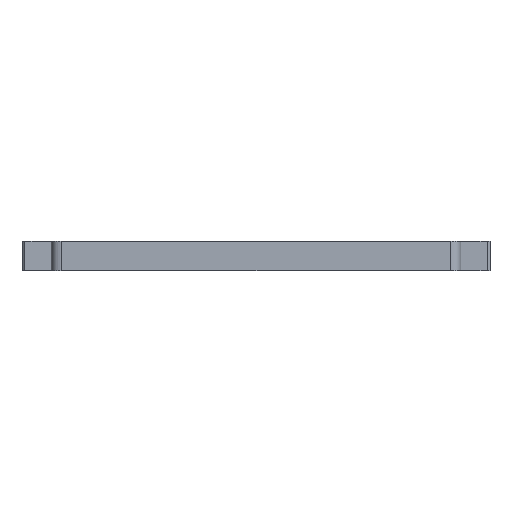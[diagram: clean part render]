
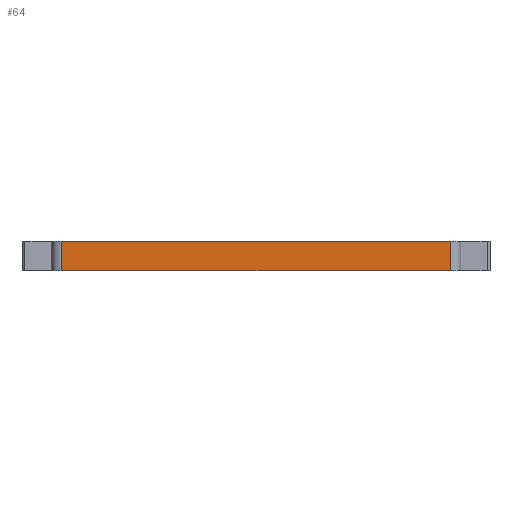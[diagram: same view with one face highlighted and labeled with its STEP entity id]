
A CAD part, left-side view. The second image highlights one B-rep face of the part: STEP entity #64.
In plain terms, the highlighted planar face has unit normal (-1, 0, 0).
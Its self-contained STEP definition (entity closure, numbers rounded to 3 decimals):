
#64=ADVANCED_FACE('',(#384),#386,.T.);
#384=FACE_BOUND('',#385,.T.);
#385=EDGE_LOOP('',(#2013,#2014,#2015,#2016));
#386=PLANE('',#387);
#387=AXIS2_PLACEMENT_3D('',#388,#389,#390);
#388=CARTESIAN_POINT('',(-30.,0.,0.));
#389=DIRECTION('',(-1.,0.,0.));
#390=DIRECTION('',(0.,-1.,0.));
#2013=ORIENTED_EDGE('',*,*,#3094,.T.);
#2014=ORIENTED_EDGE('',*,*,#3004,.F.);
#2015=ORIENTED_EDGE('',*,*,#3095,.F.);
#2016=ORIENTED_EDGE('',*,*,#2718,.F.);
#2718=EDGE_CURVE('',#3274,#3276,#3277,.T.);
#3004=EDGE_CURVE('',#3846,#3848,#3849,.T.);
#3094=EDGE_CURVE('',#3274,#3848,#4014,.T.);
#3095=EDGE_CURVE('',#3276,#3846,#4015,.T.);
#3274=VERTEX_POINT('',#4202);
#3276=VERTEX_POINT('',#4207);
#3277=LINE('',#4208,#4209);
#3846=VERTEX_POINT('',#5388);
#3848=VERTEX_POINT('',#5393);
#3849=LINE('',#5394,#5395);
#4014=LINE('',#5776,#5777);
#4015=LINE('',#5779,#5780);
#4202=CARTESIAN_POINT('',(-30.,-26.586,0.));
#4207=CARTESIAN_POINT('',(-30.,26.586,0.));
#4208=CARTESIAN_POINT('',(-30.,-26.586,0.));
#4209=VECTOR('',#4210,1.);
#4210=DIRECTION('',(0.,1.,0.));
#5388=CARTESIAN_POINT('',(-30.,26.586,4.));
#5393=CARTESIAN_POINT('',(-30.,-26.586,4.));
#5394=CARTESIAN_POINT('',(-30.,26.586,4.));
#5395=VECTOR('',#5396,1.);
#5396=DIRECTION('',(0.,-1.,0.));
#5776=CARTESIAN_POINT('',(-30.,-26.586,0.));
#5777=VECTOR('',#5778,1.);
#5778=DIRECTION('',(0.,0.,1.));
#5779=CARTESIAN_POINT('',(-30.,26.586,0.));
#5780=VECTOR('',#5781,1.);
#5781=DIRECTION('',(0.,0.,1.));
